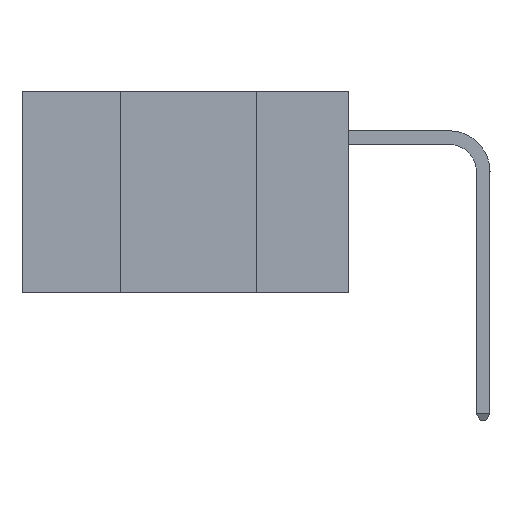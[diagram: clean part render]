
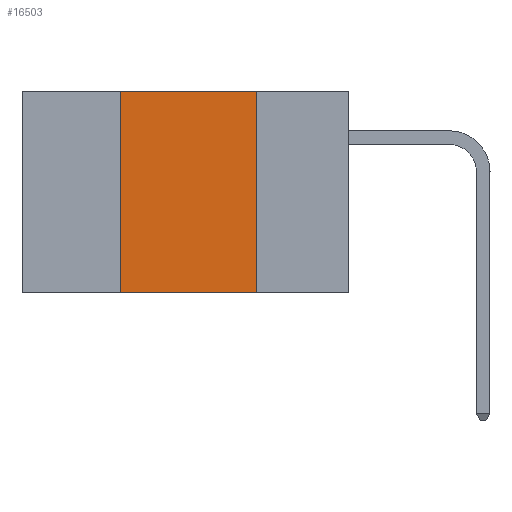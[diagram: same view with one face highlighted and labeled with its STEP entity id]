
A CAD part, left-side view. The second image highlights one B-rep face of the part: STEP entity #16503.
In plain terms, the highlighted planar face has unit normal (-1, 0, 0).
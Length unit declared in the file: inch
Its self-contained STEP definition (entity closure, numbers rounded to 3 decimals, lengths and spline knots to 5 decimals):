
#827 = CARTESIAN_POINT ( 'NONE',  ( 0., 0.6, -0.37 ) ) ;
#1249 = CARTESIAN_POINT ( 'NONE',  ( 0., 0.17, 0. ) ) ;
#1951 = CARTESIAN_POINT ( 'NONE',  ( 0., 0.17, 0. ) ) ;
#2401 = LINE ( 'NONE', #12799, #3314 ) ;
#2442 = ORIENTED_EDGE ( 'NONE', *, *, #35191, .F. ) ;
#3314 = VECTOR ( 'NONE', #29393, 39.37008 ) ;
#3430 = ORIENTED_EDGE ( 'NONE', *, *, #10022, .T. ) ;
#3609 = LINE ( 'NONE', #18951, #32514 ) ;
#3686 = DIRECTION ( 'NONE',  ( 0., -1., 0. ) ) ;
#3798 = ORIENTED_EDGE ( 'NONE', *, *, #28761, .F. ) ;
#4900 = ORIENTED_EDGE ( 'NONE', *, *, #19464, .F. ) ;
#7023 = LINE ( 'NONE', #827, #21200 ) ;
#7058 = EDGE_LOOP ( 'NONE', ( #3798, #2442, #4900, #3430 ) ) ;
#7613 = CARTESIAN_POINT ( 'NONE',  ( 0., 0.42, 0. ) ) ;
#7672 = DIRECTION ( 'NONE',  ( 0., -1., 0. ) ) ;
#8855 = DIRECTION ( 'NONE',  ( 1., 0., 0. ) ) ;
#10022 = EDGE_CURVE ( 'NONE', #17796, #33356, #7023, .T. ) ;
#12799 = CARTESIAN_POINT ( 'NONE',  ( 0., 0.42, 0. ) ) ;
#15239 = VECTOR ( 'NONE', #23804, 39.37008 ) ;
#15918 = FACE_OUTER_BOUND ( 'NONE', #7058, .T. ) ;
#16503 = ADVANCED_FACE ( 'NONE', ( #15918 ), #17149, .F. ) ;
#17149 = PLANE ( 'NONE',  #26793 ) ;
#17796 = VERTEX_POINT ( 'NONE', #29821 ) ;
#18951 = CARTESIAN_POINT ( 'NONE',  ( 0., 0.6, 0. ) ) ;
#19464 = EDGE_CURVE ( 'NONE', #17796, #22733, #2401, .T. ) ;
#21200 = VECTOR ( 'NONE', #3686, 39.37008 ) ;
#22686 = LINE ( 'NONE', #1249, #15239 ) ;
#22733 = VERTEX_POINT ( 'NONE', #7613 ) ;
#23804 = DIRECTION ( 'NONE',  ( 0., 0., -1. ) ) ;
#25645 = CARTESIAN_POINT ( 'NONE',  ( 0., 0.6, 0. ) ) ;
#26793 = AXIS2_PLACEMENT_3D ( 'NONE', #25645, #8855, #28445 ) ;
#28445 = DIRECTION ( 'NONE',  ( 0., 0., -1. ) ) ;
#28761 = EDGE_CURVE ( 'NONE', #35925, #33356, #22686, .T. ) ;
#29087 = CARTESIAN_POINT ( 'NONE',  ( 0., 0.17, -0.37 ) ) ;
#29393 = DIRECTION ( 'NONE',  ( 0., 0., 1. ) ) ;
#29821 = CARTESIAN_POINT ( 'NONE',  ( 0., 0.42, -0.37 ) ) ;
#32514 = VECTOR ( 'NONE', #7672, 39.37008 ) ;
#33356 = VERTEX_POINT ( 'NONE', #29087 ) ;
#35191 = EDGE_CURVE ( 'NONE', #22733, #35925, #3609, .T. ) ;
#35925 = VERTEX_POINT ( 'NONE', #1951 ) ;
